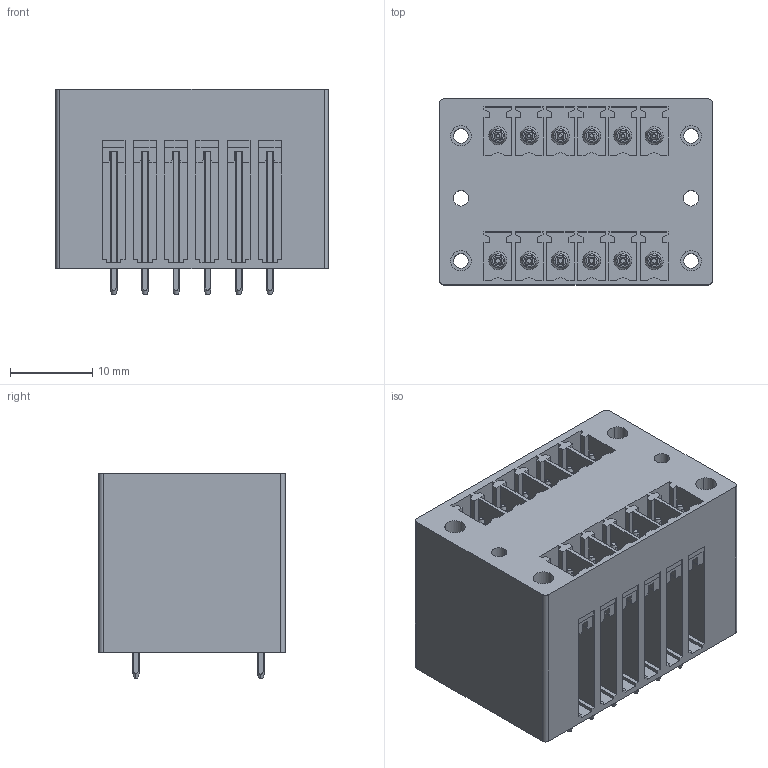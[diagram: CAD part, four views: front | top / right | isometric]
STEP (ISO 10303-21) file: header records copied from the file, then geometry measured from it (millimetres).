
FILE_DESCRIPTION(('CATIA V5 STEP Exchange','CAx-IF Rec.Pracs.--- Model Styling and Organization---1.2---2011-12-15'),'2;1');
FILE_NAME ('D1447149_0', '2018-09-29T11:22:06+00:00', ('none'), ('Weidmueller'), 'CATIA Version 5-6 Release 2014', 'CATIA V5 STEP AP214', 'none');
FILE_SCHEMA(('AUTOMOTIVE_DESIGN { 1 0 10303 214 1 1 1 1 }'));
Length unit declared in the file: millimetre
Products named in the file (1): 1030480000
Bounding box: 33.25 x 22.7 x 25.1 mm (x, y, z)
Volume: 13616.6 mm3; surface area: 8288.1 mm2
Topology: 13 solids, 13 shells, 716 faces, 1936 edges, 1280 vertices
Faces by surface type: plane 454, cylinder 158, cone 80, torus 24
Entity records: 22568 total; most frequent: CARTESIAN_POINT 6352, ORIENTED_EDGE 3872, DIRECTION 2404, EDGE_CURVE 1936, VECTOR 1324, LINE 1324, VERTEX_POINT 1280, EDGE_LOOP 798
